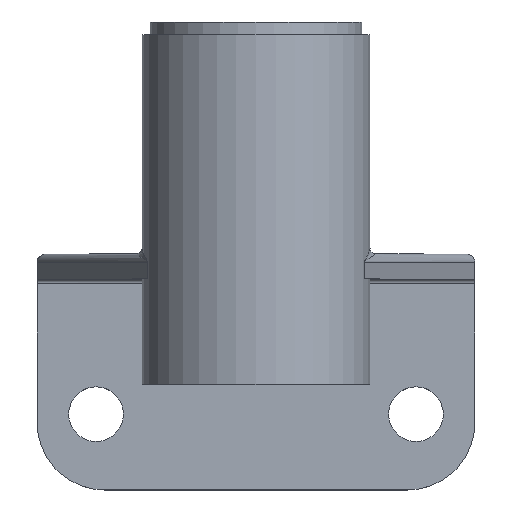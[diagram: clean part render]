
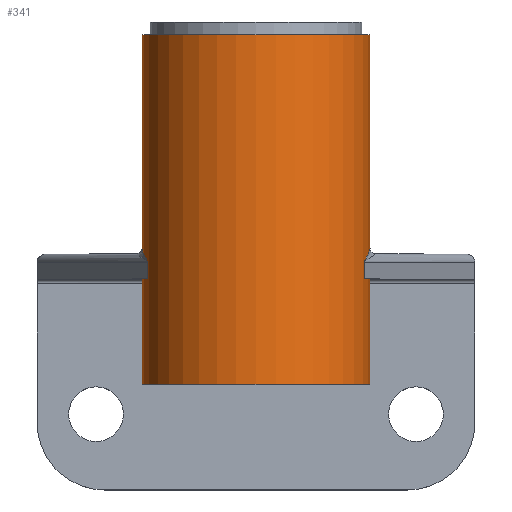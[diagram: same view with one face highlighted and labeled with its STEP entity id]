
A CAD part, top view. The second image highlights one B-rep face of the part: STEP entity #341.
In plain terms, the highlighted cylindrical face has radius 13.5 mm (diameter 27 mm), a partial arc.
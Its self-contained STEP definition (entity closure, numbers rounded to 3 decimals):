
#341=ADVANCED_FACE('NONE',(#964),#965,.T.);
#964=FACE_OUTER_BOUND('',#1901,.T.);
#965=CYLINDRICAL_SURFACE('',#1902,13.5);
#1901=EDGE_LOOP('',(#6752,#6753,#6754,#6755,#6756,#6757));
#1902=AXIS2_PLACEMENT_3D('',#6758,#6759,#6760);
#6752=ORIENTED_EDGE('',*,*,#9130,.T.);
#6753=ORIENTED_EDGE('',*,*,#9174,.F.);
#6754=ORIENTED_EDGE('',*,*,#9124,.T.);
#6755=ORIENTED_EDGE('',*,*,#9163,.F.);
#6756=ORIENTED_EDGE('',*,*,#9175,.T.);
#6757=ORIENTED_EDGE('',*,*,#9176,.T.);
#6758=CARTESIAN_POINT('',(26.,12.4,36.));
#6759=DIRECTION('',(0.0,-1.0,0.0));
#6760=DIRECTION('',(1.0,0.0,0.0));
#9124=EDGE_CURVE('',#10208,#10209,#10210,.T.);
#9130=EDGE_CURVE('',#10219,#10220,#10221,.T.);
#9163=EDGE_CURVE('NONE',#10278,#10209,#10280,.T.);
#9174=EDGE_CURVE('NONE',#10208,#10220,#10296,.T.);
#9175=EDGE_CURVE('NONE',#10278,#10297,#10298,.T.);
#9176=EDGE_CURVE('NONE',#10297,#10219,#10299,.T.);
#10208=VERTEX_POINT('NONE',#11810);
#10209=VERTEX_POINT('NONE',#11811);
#10210=LINE('',#11812,#11813);
#10219=VERTEX_POINT('NONE',#11869);
#10220=VERTEX_POINT('NONE',#11870);
#10221=LINE('',#11871,#11872);
#10278=VERTEX_POINT('NONE',#11987);
#10280=LINE('',#11989,#11990);
#10296=CIRCLE('',#12042,13.5);
#10297=VERTEX_POINT('NONE',#12043);
#10298=CIRCLE('',#12044,13.5);
#10299=LINE('',#12045,#12046);
#11810=CARTESIAN_POINT('',(12.5,54.,36.));
#11811=CARTESIAN_POINT('',(12.5,25.,36.));
#11812=CARTESIAN_POINT('',(12.5,33.25,36.));
#11813=VECTOR('',#17789,1.0);
#11869=CARTESIAN_POINT('',(39.5,25.,36.));
#11870=CARTESIAN_POINT('',(39.5,54.,36.));
#11871=CARTESIAN_POINT('',(39.5,33.25,36.));
#11872=VECTOR('',#17795,1.0);
#11987=CARTESIAN_POINT('',(12.5,12.5,36.));
#11989=CARTESIAN_POINT('',(12.5,12.4,36.));
#11990=VECTOR('',#17844,1000.0);
#12042=AXIS2_PLACEMENT_3D('',#17858,#17859,#17860);
#12043=CARTESIAN_POINT('',(39.5,12.5,36.));
#12044=AXIS2_PLACEMENT_3D('',#17861,#17862,#17863);
#12045=CARTESIAN_POINT('',(39.5,12.4,36.));
#12046=VECTOR('',#17864,1000.0);
#17789=DIRECTION('',(0.0,-1.0,0.0));
#17795=DIRECTION('',(-0.0,1.0,-0.0));
#17844=DIRECTION('',(0.0,1.0,0.0));
#17858=CARTESIAN_POINT('',(26.,54.,36.));
#17859=DIRECTION('',(-0.0,1.0,0.0));
#17860=DIRECTION('',(1.0,0.0,0.0));
#17861=CARTESIAN_POINT('',(26.,12.5,36.));
#17862=DIRECTION('',(0.0,1.0,0.0));
#17863=DIRECTION('',(-1.0,0.0,0.0));
#17864=DIRECTION('',(0.0,1.0,0.0));
